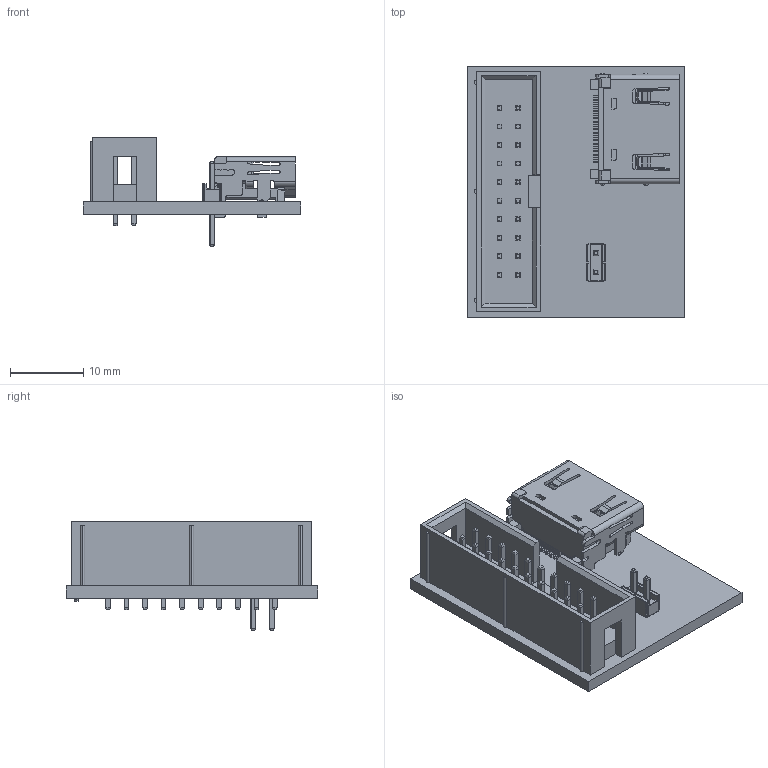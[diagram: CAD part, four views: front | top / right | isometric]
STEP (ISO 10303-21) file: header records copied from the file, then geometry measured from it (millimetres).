
FILE_DESCRIPTION(('Open CASCADE Model'),'2;1');
FILE_NAME('Open CASCADE Shape Model','2024-09-23T15:10:03',('Author'),( 'Open CASCADE'),'Open CASCADE STEP processor 7.5','Open CASCADE 7.5' ,'Unknown');
FILE_SCHEMA(('AUTOMOTIVE_DESIGN { 1 0 10303 214 1 1 1 1 }'));
Length unit declared in the file: millimetre
Products named in the file (9): PCB; Board; Open CASCADE STEP translator 7.5 1.1.1; J2; SBH11-PBPC-D10-ST-BK--3DModel-STEP-269445; J3; DS1021-1_2SF1-1; J1; 5968451280
Assembly tree (9 placements, depth 3):
  PCB
    Board
      Open CASCADE STEP translator 7.5 1.1.1
    J2
      SBH11-PBPC-D10-ST-BK--3DModel-STEP-269445
    J3
      DS1021-1_2SF1-1  x2
    J1
      5968451280
Bounding box: 29.8 x 34.5 x 14.89 mm (x, y, z)
Volume: 3609.5 mm3; surface area: 6308.6 mm2
Topology: 88 solids, 88 shells, 1647 faces, 3938 edges, 2480 vertices
Faces by surface type: plane 1395, cylinder 204, cone 30, torus 12, bspline 6
Entity records: 45706 total; most frequent: CARTESIAN_POINT 7961, ORIENTED_EDGE 7560, DIRECTION 7400, EDGE_CURVE 3780, LINE 3290, VECTOR 3290, VERTEX_POINT 2384, AXIS2_PLACEMENT_3D 2055
